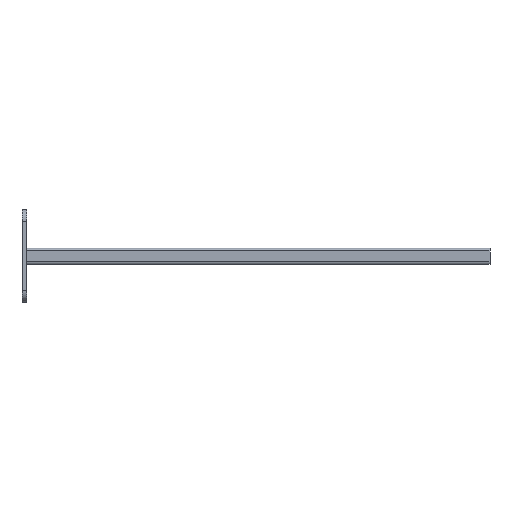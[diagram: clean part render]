
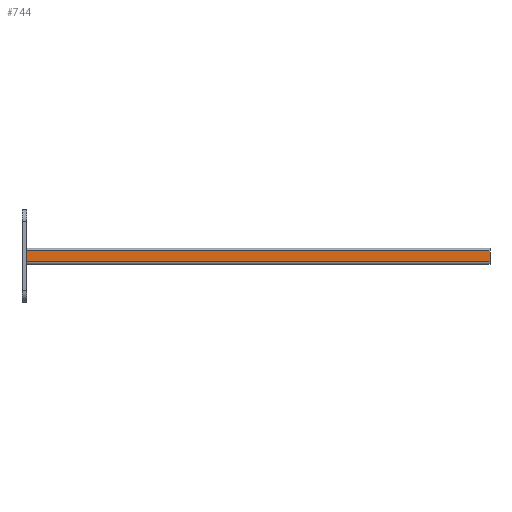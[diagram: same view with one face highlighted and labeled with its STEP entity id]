
A CAD part, left-side view. The second image highlights one B-rep face of the part: STEP entity #744.
In plain terms, the highlighted planar face has unit normal (-1, 0, 0).
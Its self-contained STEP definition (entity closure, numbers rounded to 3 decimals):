
#471 = CARTESIAN_POINT ( 'NONE',  ( -20.5, 300., -3.5 ) ) ;
#472 = CARTESIAN_POINT ( 'NONE',  ( -20.5, -300., -17.5 ) ) ;
#486 = CARTESIAN_POINT ( 'NONE',  ( -20.5, 300., -17.5 ) ) ;
#500 = CARTESIAN_POINT ( 'NONE',  ( -20.5, -300., -3.5 ) ) ;
#744 = ADVANCED_FACE ( 'NONE', ( #3179 ), #2648, .T. ) ;
#976 = EDGE_LOOP ( 'NONE', ( #1311, #1312, #1313, #1314 ) ) ;
#1311 = ORIENTED_EDGE ( 'NONE', *, *, #1659, .T. ) ;
#1312 = ORIENTED_EDGE ( 'NONE', *, *, #1657, .F. ) ;
#1313 = ORIENTED_EDGE ( 'NONE', *, *, #1656, .F. ) ;
#1314 = ORIENTED_EDGE ( 'NONE', *, *, #1655, .F. ) ;
#1631 = AXIS2_PLACEMENT_3D ( 'NONE', #2650, #2645, #2644 ) ;
#1655 = EDGE_CURVE ( 'NONE', #3480, #3499, #3023, .T. ) ;
#1656 = EDGE_CURVE ( 'NONE', #3499, #3489, #3030, .T. ) ;
#1657 = EDGE_CURVE ( 'NONE', #3489, #3501, #3021, .T. ) ;
#1659 = EDGE_CURVE ( 'NONE', #3480, #3501, #3225, .T. ) ;
#2339 = CARTESIAN_POINT ( 'NONE',  ( -20.5, -1500., -3.5 ) ) ;
#2341 = DIRECTION ( 'NONE',  ( 0., 0., 1. ) ) ;
#2342 = DIRECTION ( 'NONE',  ( 0., 1., 0. ) ) ;
#2343 = CARTESIAN_POINT ( 'NONE',  ( -20.5, 300., -21. ) ) ;
#2345 = DIRECTION ( 'NONE',  ( 0., 1., 0. ) ) ;
#2352 = CARTESIAN_POINT ( 'NONE',  ( -20.5, -1500., -17.5 ) ) ;
#2361 = DIRECTION ( 'NONE',  ( 0., 0., -1. ) ) ;
#2362 = CARTESIAN_POINT ( 'NONE',  ( -20.5, -300., -21. ) ) ;
#2644 = DIRECTION ( 'NONE',  ( 0., 0., 1. ) ) ;
#2645 = DIRECTION ( 'NONE',  ( -1., 0., 0. ) ) ;
#2648 = PLANE ( 'NONE',  #1631 ) ;
#2650 = CARTESIAN_POINT ( 'NONE',  ( -20.5, -1500., -17.5 ) ) ;
#3016 = VECTOR ( 'NONE', #2342, 1000. ) ;
#3018 = VECTOR ( 'NONE', #2341, 1000. ) ;
#3021 = LINE ( 'NONE', #2343, #3018 ) ;
#3023 = LINE ( 'NONE', #2362, #3226 ) ;
#3030 = LINE ( 'NONE', #2352, #3132 ) ;
#3132 = VECTOR ( 'NONE', #2345, 1000. ) ;
#3179 = FACE_OUTER_BOUND ( 'NONE', #976, .T. ) ;
#3225 = LINE ( 'NONE', #2339, #3016 ) ;
#3226 = VECTOR ( 'NONE', #2361, 1000. ) ;
#3480 = VERTEX_POINT ( 'NONE', #500 ) ;
#3489 = VERTEX_POINT ( 'NONE', #486 ) ;
#3499 = VERTEX_POINT ( 'NONE', #472 ) ;
#3501 = VERTEX_POINT ( 'NONE', #471 ) ;
